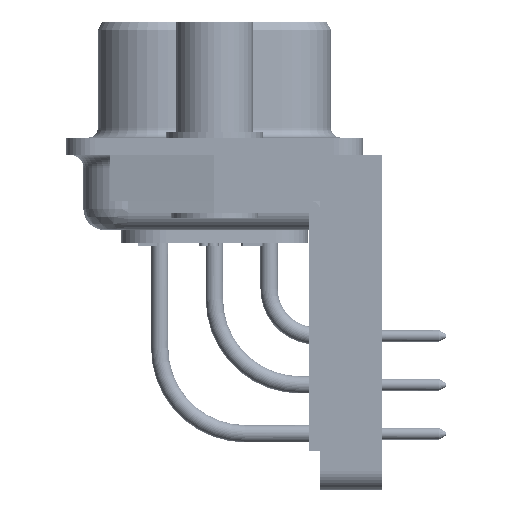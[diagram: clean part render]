
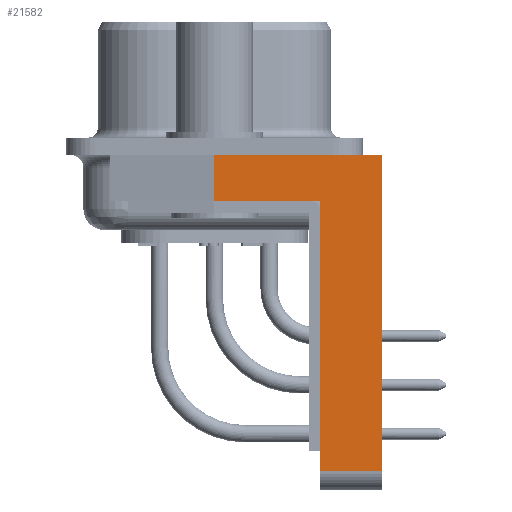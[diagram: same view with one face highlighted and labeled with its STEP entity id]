
A CAD part, left-side view. The second image highlights one B-rep face of the part: STEP entity #21582.
In plain terms, the highlighted planar face has unit normal (-1, 0, 0).
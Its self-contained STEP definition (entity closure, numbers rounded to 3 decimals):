
#1554=PLANE('',#24064);
#2651=FACE_OUTER_BOUND('',#3961,.T.);
#3961=EDGE_LOOP('',(#19704,#19705,#19706,#19707,#19708,#19709));
#5544=LINE('',#39880,#7152);
#5545=LINE('',#39884,#7153);
#5665=LINE('',#40733,#7273);
#5667=LINE('',#40737,#7275);
#5668=LINE('',#40738,#7276);
#5669=LINE('',#40739,#7277);
#7152=VECTOR('',#29270,10.);
#7153=VECTOR('',#29275,10.);
#7273=VECTOR('',#30219,10.);
#7275=VECTOR('',#30223,10.);
#7276=VECTOR('',#30224,10.);
#7277=VECTOR('',#30225,10.);
#10353=VERTEX_POINT('',#39877);
#10354=VERTEX_POINT('',#39879);
#10355=VERTEX_POINT('',#39883);
#10671=VERTEX_POINT('',#40730);
#10672=VERTEX_POINT('',#40732);
#10673=VERTEX_POINT('',#40736);
#13343=EDGE_CURVE('',#10353,#10354,#5544,.T.);
#13345=EDGE_CURVE('',#10355,#10354,#5545,.T.);
#13770=EDGE_CURVE('',#10672,#10671,#5665,.T.);
#13772=EDGE_CURVE('',#10673,#10353,#5667,.T.);
#13773=EDGE_CURVE('',#10672,#10673,#5668,.T.);
#13774=EDGE_CURVE('',#10671,#10355,#5669,.T.);
#19704=ORIENTED_EDGE('',*,*,#13343,.F.);
#19705=ORIENTED_EDGE('',*,*,#13772,.F.);
#19706=ORIENTED_EDGE('',*,*,#13773,.F.);
#19707=ORIENTED_EDGE('',*,*,#13770,.T.);
#19708=ORIENTED_EDGE('',*,*,#13774,.T.);
#19709=ORIENTED_EDGE('',*,*,#13345,.T.);
#21582=ADVANCED_FACE('',(#2651),#1554,.T.);
#24064=AXIS2_PLACEMENT_3D('',#40735,#30221,#30222);
#29270=DIRECTION('',(0.,1.,0.));
#29275=DIRECTION('',(0.,0.,-1.));
#30219=DIRECTION('',(0.,0.,-1.));
#30221=DIRECTION('center_axis',(-1.,0.,0.));
#30222=DIRECTION('ref_axis',(0.,0.,1.));
#30223=DIRECTION('',(0.,0.,-1.));
#30224=DIRECTION('',(0.,-1.,0.));
#30225=DIRECTION('',(0.,-1.,0.));
#39877=CARTESIAN_POINT('',(-33.45,0.,-16.4));
#39879=CARTESIAN_POINT('',(-33.45,3.2,-16.4));
#39880=CARTESIAN_POINT('',(-33.45,5.15,-16.4));
#39883=CARTESIAN_POINT('',(-33.45,3.2,-2.4));
#39884=CARTESIAN_POINT('',(-33.45,3.2,-2.4));
#40730=CARTESIAN_POINT('',(-33.45,8.7,-2.4));
#40732=CARTESIAN_POINT('',(-33.45,8.7,0.));
#40733=CARTESIAN_POINT('',(-33.45,8.7,0.));
#40735=CARTESIAN_POINT('Origin',(-33.45,8.7,0.));
#40736=CARTESIAN_POINT('',(-33.45,0.,0.));
#40737=CARTESIAN_POINT('',(-33.45,0.,0.));
#40738=CARTESIAN_POINT('',(-33.45,8.7,0.));
#40739=CARTESIAN_POINT('',(-33.45,8.7,-2.4));
